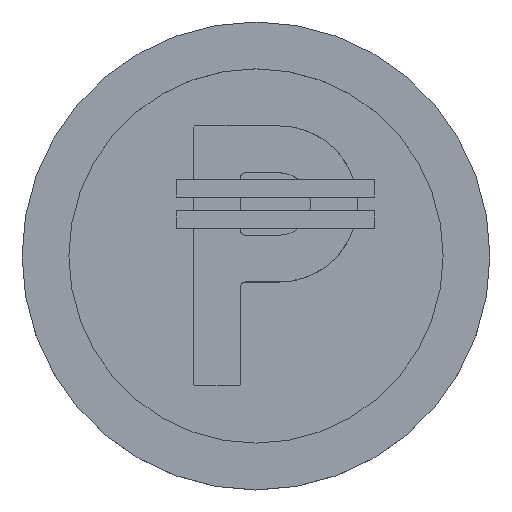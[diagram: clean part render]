
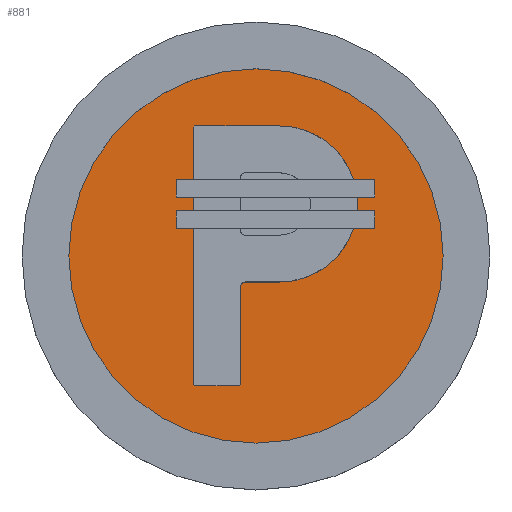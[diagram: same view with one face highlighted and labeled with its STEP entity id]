
A CAD part, top view. The second image highlights one B-rep face of the part: STEP entity #881.
In plain terms, the highlighted planar face has unit normal (0, 0, 1).
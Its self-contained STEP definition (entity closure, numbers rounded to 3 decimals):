
#451=CARTESIAN_POINT('',(-7.167,-55.556,0.0));
#452=VERTEX_POINT('',#451);
#459=CARTESIAN_POINT('',(-6.667,-55.056,0.0));
#460=VERTEX_POINT('',#459);
#461=CARTESIAN_POINT('',(-6.667,-55.056,0.0));
#462=DIRECTION('',(-0.707,-0.707,0.0));
#463=VECTOR('',#462,0.707);
#464=LINE('',#461,#463);
#465=EDGE_CURVE('',#452,#460,#464,.F.);
#483=CARTESIAN_POINT('',(-26.167,-55.556,0.0));
#484=VERTEX_POINT('',#483);
#491=CARTESIAN_POINT('',(-26.167,-55.556,0.0));
#492=DIRECTION('',(1.0,0.0,0.0));
#493=VECTOR('',#492,19.);
#494=LINE('',#491,#493);
#495=EDGE_CURVE('',#484,#452,#494,.T.);
#506=CARTESIAN_POINT('',(-26.667,-55.056,0.0));
#507=VERTEX_POINT('',#506);
#514=CARTESIAN_POINT('',(-26.167,-55.556,0.0));
#515=DIRECTION('',(-0.707,0.707,0.0));
#516=VECTOR('',#515,0.707);
#517=LINE('',#514,#516);
#518=EDGE_CURVE('',#507,#484,#517,.F.);
#577=CARTESIAN_POINT('',(-26.667,55.056,0.0));
#578=VERTEX_POINT('',#577);
#585=CARTESIAN_POINT('',(-26.667,55.056,0.0));
#586=DIRECTION('',(0.0,-1.0,0.0));
#587=VECTOR('',#586,110.111);
#588=LINE('',#585,#587);
#589=EDGE_CURVE('',#578,#507,#588,.T.);
#600=CARTESIAN_POINT('',(-26.167,55.556,0.0));
#601=VERTEX_POINT('',#600);
#608=CARTESIAN_POINT('',(-26.667,55.056,0.0));
#609=DIRECTION('',(0.707,0.707,0.0));
#610=VECTOR('',#609,0.707);
#611=LINE('',#608,#610);
#612=EDGE_CURVE('',#601,#578,#611,.F.);
#623=CARTESIAN_POINT('',(-4.667,-11.111,0.0));
#624=VERTEX_POINT('',#623);
#625=CARTESIAN_POINT('',(-6.667,-13.111,0.0));
#626=VERTEX_POINT('',#625);
#627=CARTESIAN_POINT('',(-4.667,-13.111,0.0));
#628=DIRECTION('',(0.0,0.0,1.0));
#629=DIRECTION('',(-0.707,0.707,0.0));
#630=AXIS2_PLACEMENT_3D('',#627,#628,#629);
#631=CIRCLE('',#630,2.0);
#632=EDGE_CURVE('',#624,#626,#631,.T.);
#656=CARTESIAN_POINT('',(10.0,-11.111,0.0));
#657=VERTEX_POINT('',#656);
#658=CARTESIAN_POINT('',(-4.667,-11.111,0.0));
#659=DIRECTION('',(1.0,0.0,0.0));
#660=VECTOR('',#659,14.667);
#661=LINE('',#658,#660);
#662=EDGE_CURVE('',#624,#657,#661,.T.);
#835=CARTESIAN_POINT('',(0.0,0.0,0.0));
#836=DIRECTION('',(0.0,0.0,1.0));
#837=DIRECTION('',(1.0,0.0,0.0));
#838=AXIS2_PLACEMENT_3D('',#835,#836,#837);
#839=PLANE('',#838);
#840=CARTESIAN_POINT('',(80.0,0.,0.0));
#841=VERTEX_POINT('',#840);
#842=CARTESIAN_POINT('',(0.0,0.0,0.0));
#843=DIRECTION('',(0.0,0.0,1.0));
#844=DIRECTION('',(-1.0,0.0,0.0));
#845=AXIS2_PLACEMENT_3D('',#842,#843,#844);
#846=CIRCLE('',#845,80.0);
#847=EDGE_CURVE('',#841,#841,#846,.T.);
#848=ORIENTED_EDGE('',*,*,#847,.T.);
#849=EDGE_LOOP('',(#848));
#850=FACE_OUTER_BOUND('',#849,.T.);
#851=ORIENTED_EDGE('',*,*,#632,.T.);
#852=CARTESIAN_POINT('',(-6.667,-55.056,0.0));
#853=DIRECTION('',(0.0,1.0,0.0));
#854=VECTOR('',#853,41.944);
#855=LINE('',#852,#854);
#856=EDGE_CURVE('',#460,#626,#855,.T.);
#857=ORIENTED_EDGE('',*,*,#856,.F.);
#858=ORIENTED_EDGE('',*,*,#465,.F.);
#859=ORIENTED_EDGE('',*,*,#495,.F.);
#860=ORIENTED_EDGE('',*,*,#518,.F.);
#861=ORIENTED_EDGE('',*,*,#589,.F.);
#862=ORIENTED_EDGE('',*,*,#612,.F.);
#863=CARTESIAN_POINT('',(10.0,55.556,0.0));
#864=VERTEX_POINT('',#863);
#865=CARTESIAN_POINT('',(10.0,55.556,0.0));
#866=DIRECTION('',(-1.0,0.0,0.0));
#867=VECTOR('',#866,36.167);
#868=LINE('',#865,#867);
#869=EDGE_CURVE('',#864,#601,#868,.T.);
#870=ORIENTED_EDGE('',*,*,#869,.F.);
#871=CARTESIAN_POINT('',(10.0,22.222,0.0));
#872=DIRECTION('',(0.0,0.0,1.0));
#873=DIRECTION('',(0.0,1.0,0.0));
#874=AXIS2_PLACEMENT_3D('',#871,#872,#873);
#875=CIRCLE('',#874,33.333);
#876=EDGE_CURVE('',#657,#864,#875,.T.);
#877=ORIENTED_EDGE('',*,*,#876,.F.);
#878=ORIENTED_EDGE('',*,*,#662,.F.);
#879=EDGE_LOOP('',(#851,#857,#858,#859,#860,#861,#862,#870,#877,#878));
#880=FACE_BOUND('',#879,.T.);
#881=ADVANCED_FACE('',(#850,#880),#839,.T.);
